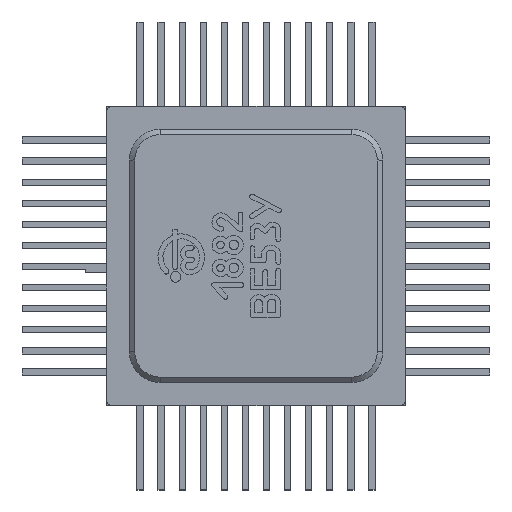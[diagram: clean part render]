
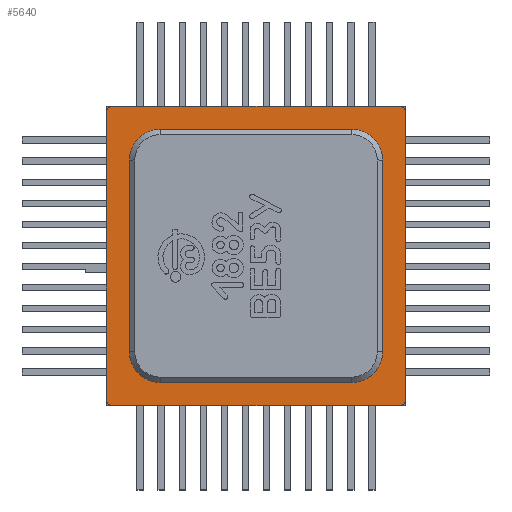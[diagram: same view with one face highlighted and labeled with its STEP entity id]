
A CAD part, top view. The second image highlights one B-rep face of the part: STEP entity #5640.
In plain terms, the highlighted planar face has unit normal (0, 0, 1).
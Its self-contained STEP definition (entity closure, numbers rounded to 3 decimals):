
#5640 = ADVANCED_FACE( '', ( #10714, #10715 ), #10716, .T. );
#10714 = FACE_BOUND( '', #16714, .T. );
#10715 = FACE_OUTER_BOUND( '', #16715, .T. );
#10716 = PLANE( '', #16716 );
#16714 = EDGE_LOOP( '', ( #28307, #28308, #28309, #28310, #28311, #28312, #28313, #28314 ) );
#16715 = EDGE_LOOP( '', ( #28315, #28316, #28317, #28318, #28319, #28320, #28321, #28322 ) );
#16716 = AXIS2_PLACEMENT_3D( '', #28323, #28324, #28325 );
#28307 = ORIENTED_EDGE( '', *, *, #32624, .T. );
#28308 = ORIENTED_EDGE( '', *, *, #32807, .T. );
#28309 = ORIENTED_EDGE( '', *, *, #33293, .T. );
#28310 = ORIENTED_EDGE( '', *, *, #30052, .T. );
#28311 = ORIENTED_EDGE( '', *, *, #31895, .T. );
#28312 = ORIENTED_EDGE( '', *, *, #31306, .T. );
#28313 = ORIENTED_EDGE( '', *, *, #33593, .T. );
#28314 = ORIENTED_EDGE( '', *, *, #32313, .T. );
#28315 = ORIENTED_EDGE( '', *, *, #31630, .T. );
#28316 = ORIENTED_EDGE( '', *, *, #31992, .T. );
#28317 = ORIENTED_EDGE( '', *, *, #30449, .T. );
#28318 = ORIENTED_EDGE( '', *, *, #29268, .T. );
#28319 = ORIENTED_EDGE( '', *, *, #32811, .T. );
#28320 = ORIENTED_EDGE( '', *, *, #31454, .T. );
#28321 = ORIENTED_EDGE( '', *, *, #33314, .T. );
#28322 = ORIENTED_EDGE( '', *, *, #29695, .T. );
#28323 = CARTESIAN_POINT( '', ( 0., 0., 0.1 ) );
#28324 = DIRECTION( '', ( 0., 0., 1. ) );
#28325 = DIRECTION( '', ( 1., 0., 0. ) );
#29268 = EDGE_CURVE( '', #33863, #33867, #33869, .T. );
#29695 = EDGE_CURVE( '', #34615, #34619, #34621, .T. );
#30052 = EDGE_CURVE( '', #35238, #35239, #35240, .T. );
#30449 = EDGE_CURVE( '', #35917, #33863, #35918, .F. );
#31306 = EDGE_CURVE( '', #37357, #37358, #37359, .T. );
#31454 = EDGE_CURVE( '', #37579, #37581, #37583, .T. );
#31630 = EDGE_CURVE( '', #34619, #37834, #37836, .F. );
#31895 = EDGE_CURVE( '', #35239, #37357, #38210, .T. );
#31992 = EDGE_CURVE( '', #37834, #35917, #38344, .T. );
#32313 = EDGE_CURVE( '', #38790, #38791, #38792, .T. );
#32624 = EDGE_CURVE( '', #38791, #39196, #39199, .T. );
#32807 = EDGE_CURVE( '', #39196, #39427, #39428, .T. );
#32811 = EDGE_CURVE( '', #33867, #37579, #39433, .F. );
#33293 = EDGE_CURVE( '', #39427, #35238, #39999, .T. );
#33314 = EDGE_CURVE( '', #37581, #34615, #40022, .F. );
#33593 = EDGE_CURVE( '', #37358, #38790, #40316, .T. );
#33863 = VERTEX_POINT( '', #40655 );
#33867 = VERTEX_POINT( '', #40661 );
#33869 = LINE( '', #40664, #40665 );
#34615 = VERTEX_POINT( '', #41882 );
#34619 = VERTEX_POINT( '', #41888 );
#34621 = LINE( '', #41891, #41892 );
#35238 = VERTEX_POINT( '', #42948 );
#35239 = VERTEX_POINT( '', #42949 );
#35240 = CIRCLE( '', #42950, 1.45 );
#35917 = VERTEX_POINT( '', #44046 );
#35918 = CIRCLE( '', #44047, 0.3 );
#37357 = VERTEX_POINT( '', #46242 );
#37358 = VERTEX_POINT( '', #46243 );
#37359 = CIRCLE( '', #46244, 1.45 );
#37579 = VERTEX_POINT( '', #46606 );
#37581 = VERTEX_POINT( '', #46609 );
#37583 = LINE( '', #46612, #46613 );
#37834 = VERTEX_POINT( '', #47087 );
#37836 = CIRCLE( '', #47090, 0.3 );
#38210 = LINE( '', #47701, #47702 );
#38344 = LINE( '', #47945, #47946 );
#38790 = VERTEX_POINT( '', #48739 );
#38791 = VERTEX_POINT( '', #48740 );
#38792 = CIRCLE( '', #48741, 1.45 );
#39196 = VERTEX_POINT( '', #49529 );
#39199 = LINE( '', #49533, #49534 );
#39427 = VERTEX_POINT( '', #49882 );
#39428 = CIRCLE( '', #49883, 1.45 );
#39433 = CIRCLE( '', #49889, 0.3 );
#39999 = LINE( '', #50830, #50831 );
#40022 = CIRCLE( '', #50863, 0.3 );
#40316 = LINE( '', #51286, #51287 );
#40655 = CARTESIAN_POINT( '', ( 14.2, 0.3, 0.1 ) );
#40661 = CARTESIAN_POINT( '', ( 14.2, 13.9, 0.1 ) );
#40664 = CARTESIAN_POINT( '', ( 14.2, 0.3, 0.1 ) );
#40665 = VECTOR( '', #51493, 1000. );
#41882 = CARTESIAN_POINT( '', ( 0., 13.9, 0.1 ) );
#41888 = CARTESIAN_POINT( '', ( 0., 0.3, 0.1 ) );
#41891 = CARTESIAN_POINT( '', ( 0., 0.3, 0.1 ) );
#41892 = VECTOR( '', #51830, 1000. );
#42948 = CARTESIAN_POINT( '', ( 1.1, 11.65, 0.1 ) );
#42949 = CARTESIAN_POINT( '', ( 2.55, 13.1, 0.1 ) );
#42950 = AXIS2_PLACEMENT_3D( '', #52117, #52118, #52119 );
#44046 = CARTESIAN_POINT( '', ( 13.9, 0., 0.1 ) );
#44047 = AXIS2_PLACEMENT_3D( '', #52449, #52450, #52451 );
#46242 = CARTESIAN_POINT( '', ( 11.65, 13.1, 0.1 ) );
#46243 = CARTESIAN_POINT( '', ( 13.1, 11.65, 0.1 ) );
#46244 = AXIS2_PLACEMENT_3D( '', #53265, #53266, #53267 );
#46606 = CARTESIAN_POINT( '', ( 13.9, 14.2, 0.1 ) );
#46609 = CARTESIAN_POINT( '', ( 0.3, 14.2, 0.1 ) );
#46612 = CARTESIAN_POINT( '', ( 0.3, 14.2, 0.1 ) );
#46613 = VECTOR( '', #53378, 1000. );
#47087 = CARTESIAN_POINT( '', ( 0.3, 0., 0.1 ) );
#47090 = AXIS2_PLACEMENT_3D( '', #53507, #53508, #53509 );
#47701 = CARTESIAN_POINT( '', ( 0., 13.1, 0.1 ) );
#47702 = VECTOR( '', #53707, 1000. );
#47945 = CARTESIAN_POINT( '', ( 0.3, 0., 0.1 ) );
#47946 = VECTOR( '', #53773, 1000. );
#48739 = CARTESIAN_POINT( '', ( 13.1, 2.55, 0.1 ) );
#48740 = CARTESIAN_POINT( '', ( 11.65, 1.1, 0.1 ) );
#48741 = AXIS2_PLACEMENT_3D( '', #54033, #54034, #54035 );
#49529 = CARTESIAN_POINT( '', ( 2.55, 1.1, 0.1 ) );
#49533 = CARTESIAN_POINT( '', ( 0., 1.1, 0.1 ) );
#49534 = VECTOR( '', #54257, 1000. );
#49882 = CARTESIAN_POINT( '', ( 1.1, 2.55, 0.1 ) );
#49883 = AXIS2_PLACEMENT_3D( '', #54381, #54382, #54383 );
#49889 = AXIS2_PLACEMENT_3D( '', #54388, #54389, #54390 );
#50830 = CARTESIAN_POINT( '', ( 1.1, 0., 0.1 ) );
#50831 = VECTOR( '', #54673, 1000. );
#50863 = AXIS2_PLACEMENT_3D( '', #54683, #54684, #54685 );
#51286 = CARTESIAN_POINT( '', ( 13.1, 0., 0.1 ) );
#51287 = VECTOR( '', #54800, 1000. );
#51493 = DIRECTION( '', ( 0., 1., 0. ) );
#51830 = DIRECTION( '', ( 0., -1., 0. ) );
#52117 = CARTESIAN_POINT( '', ( 2.55, 11.65, 0.1 ) );
#52118 = DIRECTION( '', ( 0., 0., -1. ) );
#52119 = DIRECTION( '', ( -1., 0., 0. ) );
#52449 = CARTESIAN_POINT( '', ( 13.9, 0.3, 0.1 ) );
#52450 = DIRECTION( '', ( 0., 0., -1. ) );
#52451 = DIRECTION( '', ( -1., 0., 0. ) );
#53265 = CARTESIAN_POINT( '', ( 11.65, 11.65, 0.1 ) );
#53266 = DIRECTION( '', ( 0., 0., -1. ) );
#53267 = DIRECTION( '', ( -1., 0., 0. ) );
#53378 = DIRECTION( '', ( -1., 0., 0. ) );
#53507 = CARTESIAN_POINT( '', ( 0.3, 0.3, 0.1 ) );
#53508 = DIRECTION( '', ( 0., 0., -1. ) );
#53509 = DIRECTION( '', ( -1., 0., 0. ) );
#53707 = DIRECTION( '', ( 1., 0., 0. ) );
#53773 = DIRECTION( '', ( 1., 0., 0. ) );
#54033 = CARTESIAN_POINT( '', ( 11.65, 2.55, 0.1 ) );
#54034 = DIRECTION( '', ( 0., 0., -1. ) );
#54035 = DIRECTION( '', ( -1., 0., 0. ) );
#54257 = DIRECTION( '', ( -1., 0., 0. ) );
#54381 = CARTESIAN_POINT( '', ( 2.55, 2.55, 0.1 ) );
#54382 = DIRECTION( '', ( 0., 0., -1. ) );
#54383 = DIRECTION( '', ( -1., 0., 0. ) );
#54388 = CARTESIAN_POINT( '', ( 13.9, 13.9, 0.1 ) );
#54389 = DIRECTION( '', ( 0., 0., -1. ) );
#54390 = DIRECTION( '', ( -1., 0., 0. ) );
#54673 = DIRECTION( '', ( 0., 1., 0. ) );
#54683 = CARTESIAN_POINT( '', ( 0.3, 13.9, 0.1 ) );
#54684 = DIRECTION( '', ( 0., 0., -1. ) );
#54685 = DIRECTION( '', ( -1., 0., 0. ) );
#54800 = DIRECTION( '', ( 0., -1., 0. ) );
